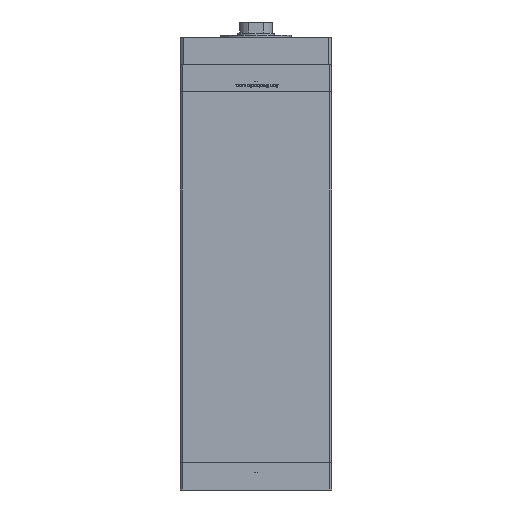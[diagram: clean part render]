
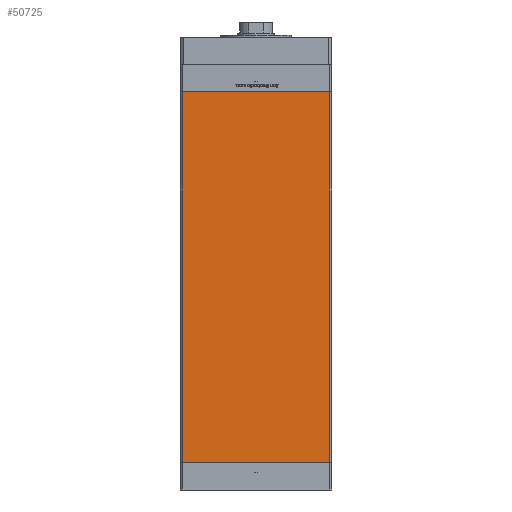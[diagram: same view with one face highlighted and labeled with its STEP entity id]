
A CAD part, front view. The second image highlights one B-rep face of the part: STEP entity #50725.
In plain terms, the highlighted planar face has unit normal (0, -1, 0).
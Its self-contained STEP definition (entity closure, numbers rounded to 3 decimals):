
#1018 = EDGE_CURVE ( 'NONE', #20361, #35305, #3590, .T. ) ;
#1563 = ORIENTED_EDGE ( 'NONE', *, *, #9606, .T. ) ;
#3590 = LINE ( 'NONE', #37978, #9527 ) ;
#7445 = LINE ( 'NONE', #33317, #53578 ) ;
#7699 = CARTESIAN_POINT ( 'NONE',  ( 73., -62.5, 367. ) ) ;
#9527 = VECTOR ( 'NONE', #13210, 1000. ) ;
#9606 = EDGE_CURVE ( 'NONE', #51387, #20361, #16821, .T. ) ;
#11698 = ORIENTED_EDGE ( 'NONE', *, *, #52847, .F. ) ;
#12552 = DIRECTION ( 'NONE',  ( 0., 0., -1. ) ) ;
#13210 = DIRECTION ( 'NONE',  ( 1., 0., 0. ) ) ;
#14293 = VECTOR ( 'NONE', #12552, 1000. ) ;
#15695 = EDGE_LOOP ( 'NONE', ( #48956, #25639, #11698, #1563 ) ) ;
#16536 = DIRECTION ( 'NONE',  ( 0., 0., -1. ) ) ;
#16821 = LINE ( 'NONE', #34157, #14293 ) ;
#17820 = EDGE_CURVE ( 'NONE', #24829, #35305, #7445, .T. ) ;
#19970 = CARTESIAN_POINT ( 'NONE',  ( -73., -62.5, 367. ) ) ;
#20361 = VERTEX_POINT ( 'NONE', #36652 ) ;
#22514 = PLANE ( 'NONE',  #24000 ) ;
#24000 = AXIS2_PLACEMENT_3D ( 'NONE', #39863, #26484, #27056 ) ;
#24829 = VERTEX_POINT ( 'NONE', #7699 ) ;
#25639 = ORIENTED_EDGE ( 'NONE', *, *, #17820, .F. ) ;
#26484 = DIRECTION ( 'NONE',  ( 0., 1., 0. ) ) ;
#27056 = DIRECTION ( 'NONE',  ( 0., 0., 1. ) ) ;
#28488 = LINE ( 'NONE', #19970, #41351 ) ;
#29284 = CARTESIAN_POINT ( 'NONE',  ( 73., -62.5, 0. ) ) ;
#33317 = CARTESIAN_POINT ( 'NONE',  ( 73., -62.5, 367. ) ) ;
#34157 = CARTESIAN_POINT ( 'NONE',  ( -73., -62.5, 367. ) ) ;
#35305 = VERTEX_POINT ( 'NONE', #29284 ) ;
#36652 = CARTESIAN_POINT ( 'NONE',  ( -73., -62.5, 0. ) ) ;
#37978 = CARTESIAN_POINT ( 'NONE',  ( -73., -62.5, 0. ) ) ;
#39863 = CARTESIAN_POINT ( 'NONE',  ( -73., -62.5, 367. ) ) ;
#41351 = VECTOR ( 'NONE', #46672, 1000. ) ;
#46672 = DIRECTION ( 'NONE',  ( 1., 0., 0. ) ) ;
#48956 = ORIENTED_EDGE ( 'NONE', *, *, #1018, .T. ) ;
#50725 = ADVANCED_FACE ( 'NONE', ( #52662 ), #22514, .F. ) ;
#51387 = VERTEX_POINT ( 'NONE', #54489 ) ;
#52662 = FACE_OUTER_BOUND ( 'NONE', #15695, .T. ) ;
#52847 = EDGE_CURVE ( 'NONE', #51387, #24829, #28488, .T. ) ;
#53578 = VECTOR ( 'NONE', #16536, 1000. ) ;
#54489 = CARTESIAN_POINT ( 'NONE',  ( -73., -62.5, 367. ) ) ;
